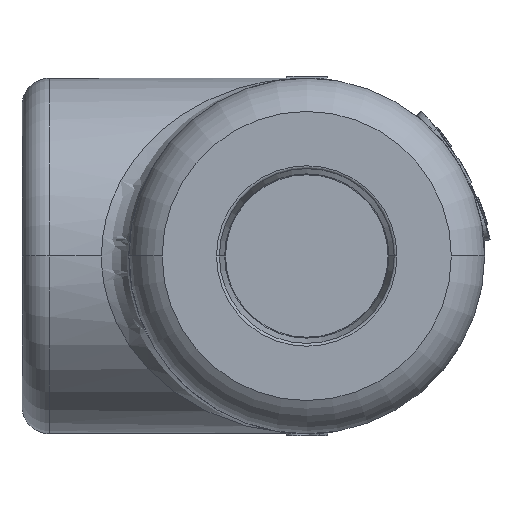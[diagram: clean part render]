
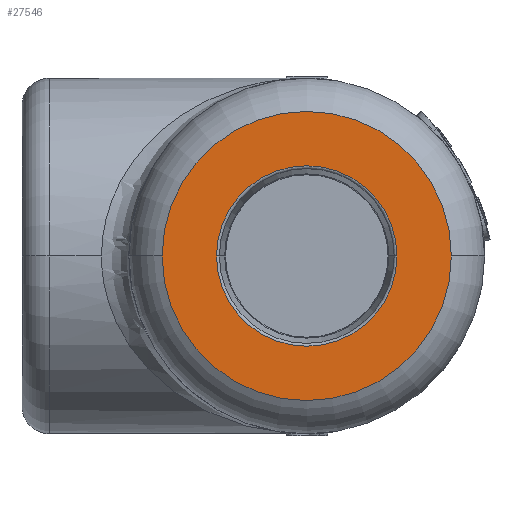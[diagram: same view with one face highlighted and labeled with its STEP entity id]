
A CAD part, left-side view. The second image highlights one B-rep face of the part: STEP entity #27546.
In plain terms, the highlighted planar face has unit normal (-1, 0, 0).
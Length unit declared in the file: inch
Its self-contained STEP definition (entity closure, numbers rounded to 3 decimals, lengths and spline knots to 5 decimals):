
#1520 = DIRECTION ( 'NONE',  ( -1., 0., 0. ) ) ;
#1653 = CIRCLE ( 'NONE', #7682, 0.30906 ) ;
#3840 = VERTEX_POINT ( 'NONE', #18610 ) ;
#3949 = CARTESIAN_POINT ( 'NONE',  ( -1.28411, -0.30906, 0. ) ) ;
#4332 = CARTESIAN_POINT ( 'NONE',  ( -1.28411, 0.49526, 0. ) ) ;
#4615 = DIRECTION ( 'NONE',  ( -1., 0., 0. ) ) ;
#6220 = DIRECTION ( 'NONE',  ( -1., 0., 0. ) ) ;
#6673 = PLANE ( 'NONE',  #6953 ) ;
#6808 = DIRECTION ( 'NONE',  ( 1., 0., 0. ) ) ;
#6953 = AXIS2_PLACEMENT_3D ( 'NONE', #3949, #6808, #26704 ) ;
#7682 = AXIS2_PLACEMENT_3D ( 'NONE', #18521, #1520, #21412 ) ;
#11277 = VERTEX_POINT ( 'NONE', #13016 ) ;
#12251 = CARTESIAN_POINT ( 'NONE',  ( -1.28411, 0., 0. ) ) ;
#13016 = CARTESIAN_POINT ( 'NONE',  ( -1.28411, 0.30906, 0. ) ) ;
#13343 = CIRCLE ( 'NONE', #15046, 0.49526 ) ;
#15046 = AXIS2_PLACEMENT_3D ( 'NONE', #21741, #4615, #24563 ) ;
#15072 = DIRECTION ( 'NONE',  ( 0., -1., 0. ) ) ;
#15384 = EDGE_CURVE ( 'NONE', #27481, #21743, #25229, .T. ) ;
#17088 = AXIS2_PLACEMENT_3D ( 'NONE', #12251, #31840, #15072 ) ;
#17250 = EDGE_CURVE ( 'NONE', #3840, #11277, #20376, .T. ) ;
#18521 = CARTESIAN_POINT ( 'NONE',  ( -1.28411, 0., 0. ) ) ;
#18610 = CARTESIAN_POINT ( 'NONE',  ( -1.28411, -0.30906, 0. ) ) ;
#19722 = ORIENTED_EDGE ( 'NONE', *, *, #26231, .F. ) ;
#20376 = CIRCLE ( 'NONE', #17088, 0.30906 ) ;
#20927 = AXIS2_PLACEMENT_3D ( 'NONE', #23270, #6220, #26148 ) ;
#21412 = DIRECTION ( 'NONE',  ( 0., -1., 0. ) ) ;
#21741 = CARTESIAN_POINT ( 'NONE',  ( -1.28411, 0., 0. ) ) ;
#21743 = VERTEX_POINT ( 'NONE', #22541 ) ;
#22541 = CARTESIAN_POINT ( 'NONE',  ( -1.28411, -0.49526, 0. ) ) ;
#23191 = EDGE_CURVE ( 'NONE', #21743, #27481, #13343, .T. ) ;
#23270 = CARTESIAN_POINT ( 'NONE',  ( -1.28411, 0., 0. ) ) ;
#24563 = DIRECTION ( 'NONE',  ( 0., 1., 0. ) ) ;
#25229 = CIRCLE ( 'NONE', #20927, 0.49526 ) ;
#26148 = DIRECTION ( 'NONE',  ( 0., 1., 0. ) ) ;
#26231 = EDGE_CURVE ( 'NONE', #11277, #3840, #1653, .T. ) ;
#26488 = ORIENTED_EDGE ( 'NONE', *, *, #17250, .F. ) ;
#26704 = DIRECTION ( 'NONE',  ( 0., 1., 0. ) ) ;
#27481 = VERTEX_POINT ( 'NONE', #4332 ) ;
#27546 = ADVANCED_FACE ( 'NONE', ( #35040, #35463 ), #6673, .F. ) ;
#27844 = EDGE_LOOP ( 'NONE', ( #26488, #19722 ) ) ;
#31200 = ORIENTED_EDGE ( 'NONE', *, *, #23191, .T. ) ;
#31840 = DIRECTION ( 'NONE',  ( -1., 0., 0. ) ) ;
#34137 = EDGE_LOOP ( 'NONE', ( #35621, #31200 ) ) ;
#35040 = FACE_OUTER_BOUND ( 'NONE', #34137, .T. ) ;
#35463 = FACE_BOUND ( 'NONE', #27844, .T. ) ;
#35621 = ORIENTED_EDGE ( 'NONE', *, *, #15384, .T. ) ;
